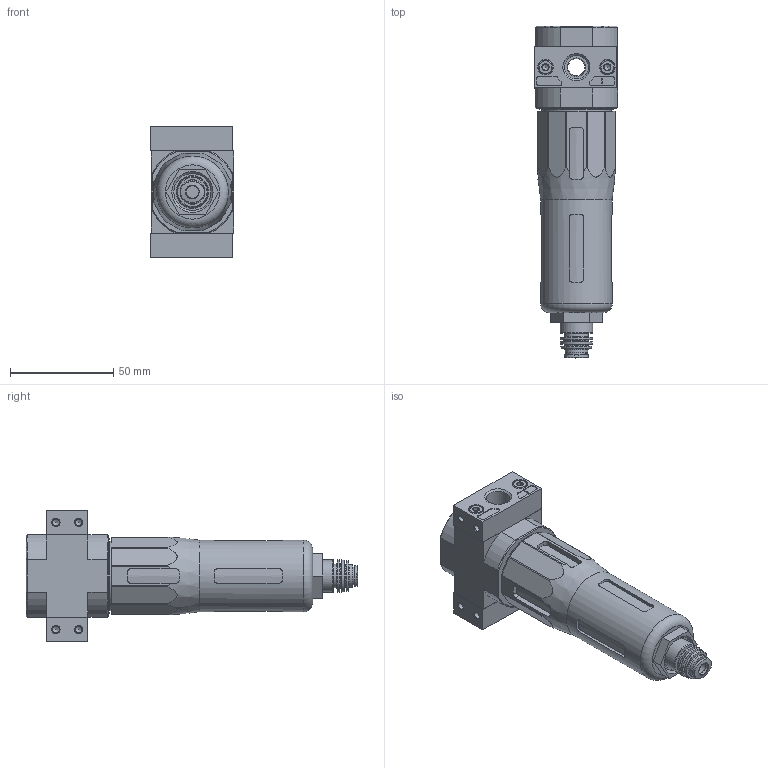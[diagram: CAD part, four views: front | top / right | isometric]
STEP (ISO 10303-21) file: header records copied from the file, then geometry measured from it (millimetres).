
FILE_DESCRIPTION(/* description */ ('STEP AP214'),/* implementation_level */ '2;1');
FILE_NAME(/* name */ '162651_LFMA-1_4-D-MINI-A',/* time_stamp */ '2024-09-03T14:46:04+02:00',/* author */ ('License CC BY-ND 4.0'),/* organization */ ('CADENAS'),/* preprocessor_version */ 'ST-DEVELOPER v19.3',/* originating_system */ 'PARTsolutions',/* authorisation */ ' ');
FILE_SCHEMA (('AUTOMOTIVE_DESIGN {1 0 10303 214 3 1 1}'));
Length unit declared in the file: millimetre
Products named in the file (7): 162651 LFMA-1/4-D-MINI-A; 126038 LFMA-D-MINI-A; 380291 PBL-1/4-D-MINI-R---(0) p1; DIN-912 - M4x16(F); 359787 LF-D-MINI; 380289 PBL-1/4-D-MINI-L---(1) p1; 526489 MS4-LFR-V
Assembly tree (10 placements, depth 2):
  162651 LFMA-1/4-D-MINI-A
    126038 LFMA-D-MINI-A
    380291 PBL-1/4-D-MINI-R---(0) p1
    DIN-912 - M4x16(F)  x4
    359787 LF-D-MINI  x2
    380289 PBL-1/4-D-MINI-L---(1) p1
    526489 MS4-LFR-V
Bounding box: 40.4 x 161.02 x 64 mm (x, y, z)
Volume: 173329.8 mm3; surface area: 37699.9 mm2
Topology: 10 solids, 10 shells, 460 faces, 1049 edges, 648 vertices
Faces by surface type: plane 212, cylinder 124, cone 103, torus 21
Full cylindrical faces by diameter (mm): 3.242 x8, 4 x4, 5.2 x4, 6 x1, 6.3 x4, 6.5 x2, 7 x4, 11 x2, 11.4 x1, 11.445 x2, 11.6 x1, 11.8 x1, 12.2 x1, 15.8 x1, 15.9 x2, 18 x1, 34.7 x1, 36 x1, 37 x1
Entity records: 11794 total; most frequent: CARTESIAN_POINT 2179, DIRECTION 1646, ORIENTED_EDGE 1512, EDGE_CURVE 756, AXIS2_PLACEMENT_3D 648, VERTEX_POINT 541, FACE_BOUND 509, EDGE_LOOP 502
